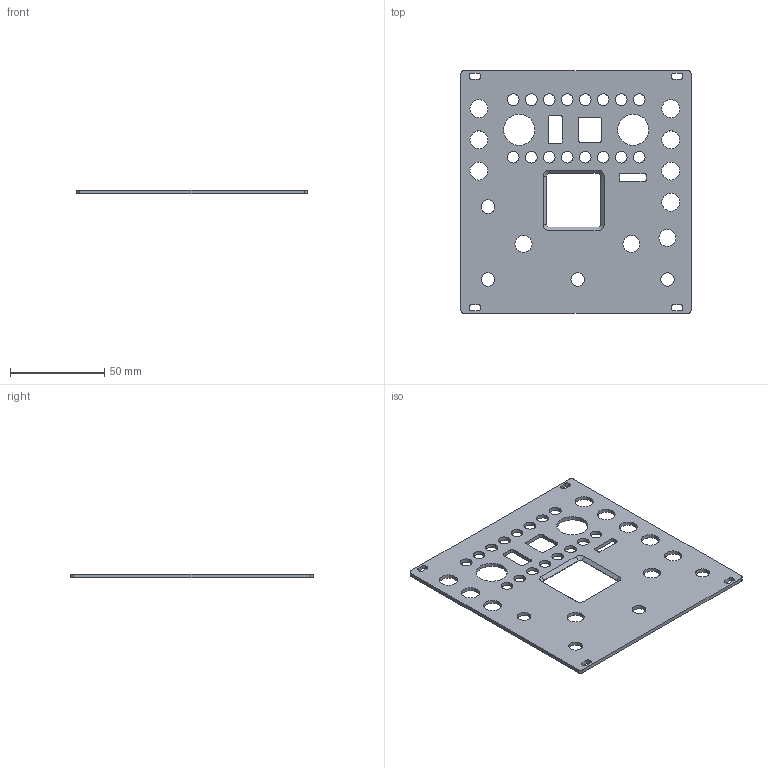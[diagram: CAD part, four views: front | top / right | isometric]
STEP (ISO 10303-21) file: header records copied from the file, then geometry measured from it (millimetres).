
FILE_DESCRIPTION(('Open CASCADE Model'),'2;1');
FILE_NAME('Open CASCADE Shape Model','2020-01-18T13:03:23',('Author'),( 'Open CASCADE'),'Open CASCADE STEP processor 7.2','Open CASCADE 7.2' ,'Unknown');
FILE_SCHEMA(('AUTOMOTIVE_DESIGN { 1 0 10303 214 1 1 1 1 }'));
Length unit declared in the file: millimetre
Products named in the file (1): Open CASCADE STEP translator 7.2 2
Bounding box: 121.92 x 128.5 x 2 mm (x, y, z)
Volume: 25174.7 mm3; surface area: 28450.7 mm2
Topology: 1 solids, 1 shells, 146 faces, 424 edges, 280 vertices
Faces by surface type: cylinder 108, plane 34, cone 4
Entity records: 10614 total; most frequent: CARTESIAN_POINT 1763, DIRECTION 1762, ORIENTED_EDGE 848, PCURVE 848, DEFINITIONAL_REPRESENTATION 848, LINE 820, VECTOR 820, CIRCLE 428
